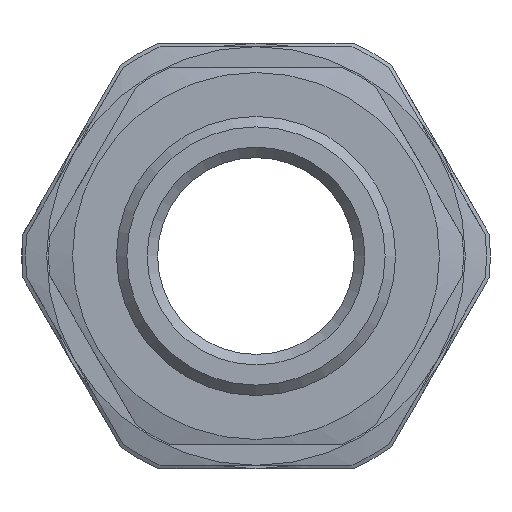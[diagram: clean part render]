
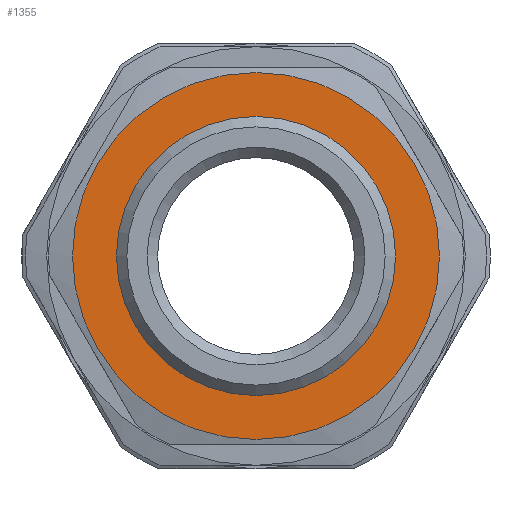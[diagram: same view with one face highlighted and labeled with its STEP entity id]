
A CAD part, left-side view. The second image highlights one B-rep face of the part: STEP entity #1355.
In plain terms, the highlighted planar face has unit normal (-1, 0, 0).
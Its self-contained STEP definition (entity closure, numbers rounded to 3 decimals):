
#49 = FACE_BOUND ( 'NONE', #983, .T. ) ;
#235 = VERTEX_POINT ( 'NONE', #4937 ) ;
#240 = DIRECTION ( 'NONE',  ( 0., 0., -1. ) ) ;
#353 = ORIENTED_EDGE ( 'NONE', *, *, #2718, .F. ) ;
#983 = EDGE_LOOP ( 'NONE', ( #1956 ) ) ;
#1020 = AXIS2_PLACEMENT_3D ( 'NONE', #1399, #1417, #3183 ) ;
#1067 = PLANE ( 'NONE',  #3759 ) ;
#1110 = EDGE_LOOP ( 'NONE', ( #353 ) ) ;
#1128 = CARTESIAN_POINT ( 'NONE',  ( 15.834, 9.991, 0.029 ) ) ;
#1355 = ADVANCED_FACE ( 'NONE', ( #1943, #49 ), #1067, .F. ) ;
#1399 = CARTESIAN_POINT ( 'NONE',  ( 15.834, -0.009, 0.029 ) ) ;
#1417 = DIRECTION ( 'NONE',  ( 1., 0., 0. ) ) ;
#1437 = VERTEX_POINT ( 'NONE', #2644 ) ;
#1565 = DIRECTION ( 'NONE',  ( 0., 0., -1. ) ) ;
#1943 = FACE_OUTER_BOUND ( 'NONE', #1110, .T. ) ;
#1956 = ORIENTED_EDGE ( 'NONE', *, *, #5689, .T. ) ;
#2435 = CARTESIAN_POINT ( 'NONE',  ( 15.834, -0.009, 0.029 ) ) ;
#2443 = DIRECTION ( 'NONE',  ( 1., 0., 0. ) ) ;
#2519 = AXIS2_PLACEMENT_3D ( 'NONE', #2435, #4243, #1565 ) ;
#2644 = CARTESIAN_POINT ( 'NONE',  ( 15.834, -0.009, -9.971 ) ) ;
#2718 = EDGE_CURVE ( 'NONE', #235, #235, #3689, .T. ) ;
#2962 = CIRCLE ( 'NONE', #2519, 10. ) ;
#3183 = DIRECTION ( 'NONE',  ( 0., 0., -1. ) ) ;
#3689 = CIRCLE ( 'NONE', #1020, 13.15 ) ;
#3759 = AXIS2_PLACEMENT_3D ( 'NONE', #1128, #2443, #240 ) ;
#4243 = DIRECTION ( 'NONE',  ( 1., 0., 0. ) ) ;
#4937 = CARTESIAN_POINT ( 'NONE',  ( 15.834, -0.009, -13.121 ) ) ;
#5689 = EDGE_CURVE ( 'NONE', #1437, #1437, #2962, .T. ) ;
